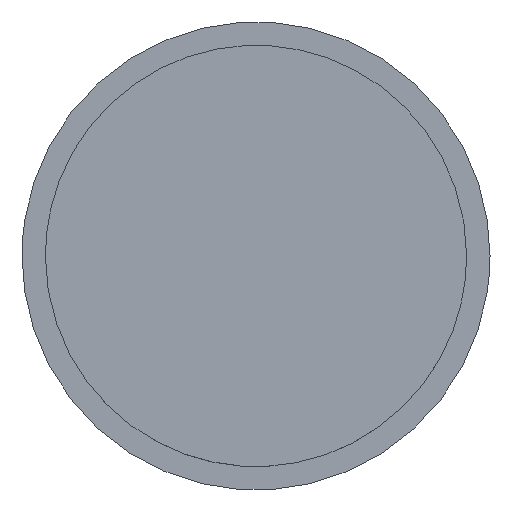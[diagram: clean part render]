
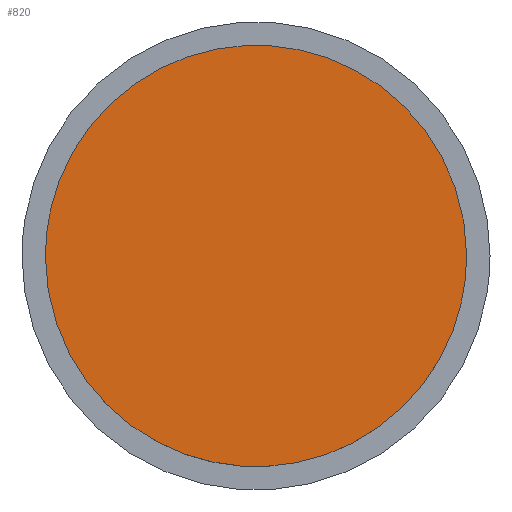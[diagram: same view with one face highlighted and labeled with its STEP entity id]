
A CAD part, top view. The second image highlights one B-rep face of the part: STEP entity #820.
In plain terms, the highlighted planar face has unit normal (0, 0, 1).
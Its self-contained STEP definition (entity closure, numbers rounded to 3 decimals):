
#13=PLANE('',#3986);
#820=ADVANCED_FACE('',(#1108),#13,.T.);
#1108=FACE_OUTER_BOUND('',#1396,.T.);
#1396=EDGE_LOOP('',(#2444,#2445));
#2444=ORIENTED_EDGE('',*,*,#3040,.T.);
#2445=ORIENTED_EDGE('',*,*,#3043,.T.);
#3040=EDGE_CURVE('',#3735,#3737,#3394,.T.);
#3043=EDGE_CURVE('',#3737,#3735,#3397,.T.);
#3394=(
BOUNDED_CURVE()
B_SPLINE_CURVE(2,(#11196,#11197,#11198,#11199,#11200),.UNSPECIFIED.,.F.,
 .F.)
B_SPLINE_CURVE_WITH_KNOTS((3,2,3),(0.,471.239,942.478),
 .UNSPECIFIED.)
CURVE()
GEOMETRIC_REPRESENTATION_ITEM()
RATIONAL_B_SPLINE_CURVE((1.,0.707,1.,0.707,1.))
REPRESENTATION_ITEM('')
);
#3397=(
BOUNDED_CURVE()
B_SPLINE_CURVE(2,(#11208,#11209,#11210,#11211,#11212),.UNSPECIFIED.,.F.,
 .F.)
B_SPLINE_CURVE_WITH_KNOTS((3,2,3),(942.478,1413.717,1884.956),
 .UNSPECIFIED.)
CURVE()
GEOMETRIC_REPRESENTATION_ITEM()
RATIONAL_B_SPLINE_CURVE((1.,0.707,1.,0.707,1.))
REPRESENTATION_ITEM('')
);
#3735=VERTEX_POINT('',#11186);
#3737=VERTEX_POINT('',#11188);
#3986=AXIS2_PLACEMENT_3D('',#11183,#4074,$);
#4074=DIRECTION('',(0.,0.,1.));
#11183=CARTESIAN_POINT('',(-4393.655,-337.5,1463.298));
#11186=CARTESIAN_POINT('',(-3786.155,0.,1463.298));
#11188=CARTESIAN_POINT('',(-4326.155,0.,1463.298));
#11196=CARTESIAN_POINT('',(-3786.155,0.,1463.298));
#11197=CARTESIAN_POINT('',(-3786.155,270.,1463.298));
#11198=CARTESIAN_POINT('',(-4056.155,270.,1463.298));
#11199=CARTESIAN_POINT('',(-4326.155,270.,1463.298));
#11200=CARTESIAN_POINT('',(-4326.155,0.,1463.298));
#11208=CARTESIAN_POINT('',(-4326.155,0.,1463.298));
#11209=CARTESIAN_POINT('',(-4326.155,-270.,1463.298));
#11210=CARTESIAN_POINT('',(-4056.155,-270.,1463.298));
#11211=CARTESIAN_POINT('',(-3786.155,-270.,1463.298));
#11212=CARTESIAN_POINT('',(-3786.155,0.,1463.298));
